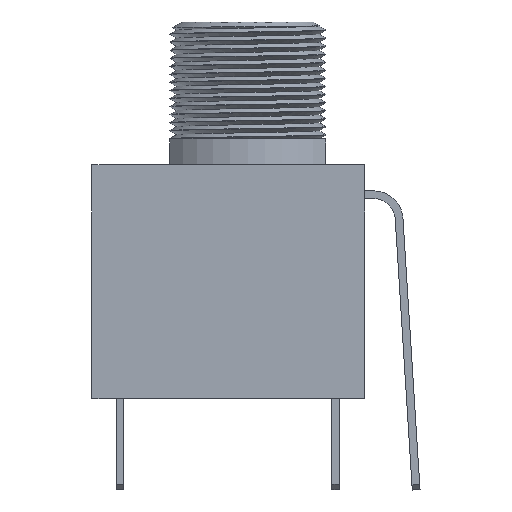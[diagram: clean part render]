
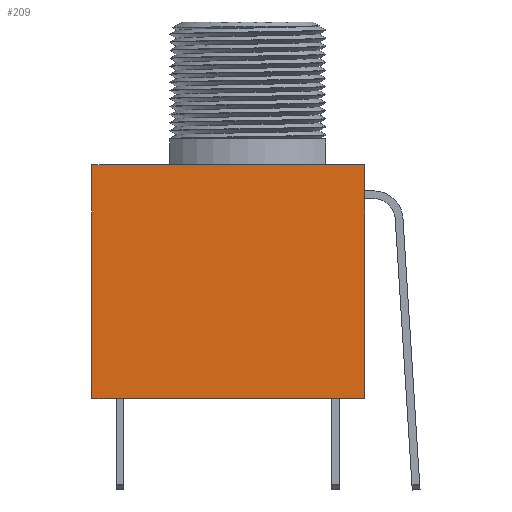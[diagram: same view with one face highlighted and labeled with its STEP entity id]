
A CAD part, left-side view. The second image highlights one B-rep face of the part: STEP entity #209.
In plain terms, the highlighted planar face has unit normal (-1, 0, 0).
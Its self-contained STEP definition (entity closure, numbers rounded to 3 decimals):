
#209 = ADVANCED_FACE( '', ( #426 ), #427, .F. );
#426 = FACE_OUTER_BOUND( '', #1079, .T. );
#427 = PLANE( '', #1080 );
#1079 = EDGE_LOOP( '', ( #2051, #2052, #2053, #2054 ) );
#1080 = AXIS2_PLACEMENT_3D( '', #2055, #2056, #2057 );
#2051 = ORIENTED_EDGE( '', *, *, #2284, .T. );
#2052 = ORIENTED_EDGE( '', *, *, #2216, .F. );
#2053 = ORIENTED_EDGE( '', *, *, #2271, .F. );
#2054 = ORIENTED_EDGE( '', *, *, #2267, .T. );
#2055 = CARTESIAN_POINT( '', ( -4.5, 5.25, 9. ) );
#2056 = DIRECTION( '', ( 1., 0., 0. ) );
#2057 = DIRECTION( '', ( 0., 0., -1. ) );
#2216 = EDGE_CURVE( '', #2520, #2522, #2523, .T. );
#2267 = EDGE_CURVE( '', #2583, #2581, #2584, .T. );
#2271 = EDGE_CURVE( '', #2583, #2520, #2588, .T. );
#2284 = EDGE_CURVE( '', #2581, #2522, #2601, .T. );
#2520 = VERTEX_POINT( '', #3531 );
#2522 = VERTEX_POINT( '', #3534 );
#2523 = LINE( '', #3535, #3536 );
#2581 = VERTEX_POINT( '', #3654 );
#2583 = VERTEX_POINT( '', #3657 );
#2584 = LINE( '', #3658, #3659 );
#2588 = LINE( '', #3665, #3666 );
#2601 = LINE( '', #3684, #3685 );
#3531 = CARTESIAN_POINT( '', ( -4.5, -5.25, 9. ) );
#3534 = CARTESIAN_POINT( '', ( -4.5, -5.25, 0. ) );
#3535 = CARTESIAN_POINT( '', ( -4.5, -5.25, 9. ) );
#3536 = VECTOR( '', #3835, 1000. );
#3654 = CARTESIAN_POINT( '', ( -4.5, 5.25, 0. ) );
#3657 = CARTESIAN_POINT( '', ( -4.5, 5.25, 9. ) );
#3658 = CARTESIAN_POINT( '', ( -4.5, 5.25, 9. ) );
#3659 = VECTOR( '', #3869, 1000. );
#3665 = CARTESIAN_POINT( '', ( -4.5, 5.25, 9. ) );
#3666 = VECTOR( '', #3872, 1000. );
#3684 = CARTESIAN_POINT( '', ( -4.5, 5.25, 0. ) );
#3685 = VECTOR( '', #3881, 1000. );
#3835 = DIRECTION( '', ( 0., 0., -1. ) );
#3869 = DIRECTION( '', ( 0., 0., -1. ) );
#3872 = DIRECTION( '', ( 0., -1., 0. ) );
#3881 = DIRECTION( '', ( 0., -1., 0. ) );
